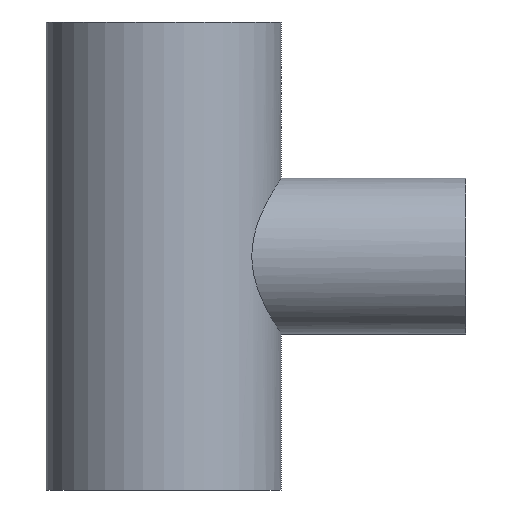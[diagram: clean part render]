
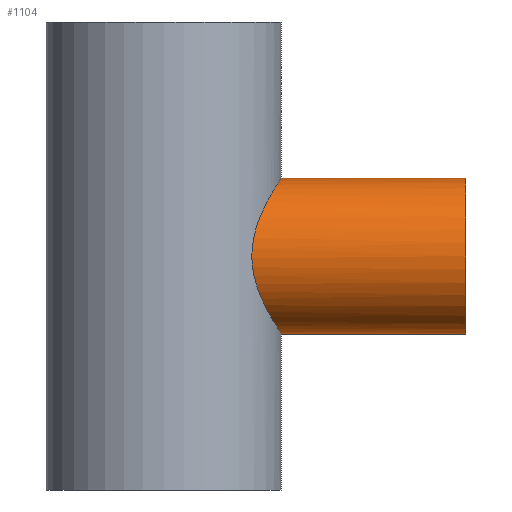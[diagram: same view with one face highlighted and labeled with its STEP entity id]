
A CAD part, front view. The second image highlights one B-rep face of the part: STEP entity #1104.
In plain terms, the highlighted cylindrical face has radius 31.5 mm (diameter 63 mm), a partial arc.
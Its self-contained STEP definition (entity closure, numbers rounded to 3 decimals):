
#16 = CARTESIAN_POINT ( 'NONE',  ( 43.401, -19.389, 24.909 ) ) ;
#27 = CARTESIAN_POINT ( 'NONE',  ( 47.5, 0., 31.5 ) ) ;
#33 = CARTESIAN_POINT ( 'NONE',  ( 47.354, -4.261, 31.281 ) ) ;
#34 = CARTESIAN_POINT ( 'NONE',  ( 122., 0., 31.5 ) ) ;
#43 = CARTESIAN_POINT ( 'NONE',  ( 47.5, 0., 31.5 ) ) ;
#50 = CARTESIAN_POINT ( 'NONE',  ( 37.914, -28.616, -13.178 ) ) ;
#55 = DIRECTION ( 'NONE',  ( 0., 0., 1. ) ) ;
#58 = CARTESIAN_POINT ( 'NONE',  ( 122., 0., -31.5 ) ) ;
#65 = CARTESIAN_POINT ( 'NONE',  ( 35.604, -31.443, 2.179 ) ) ;
#71 = CARTESIAN_POINT ( 'NONE',  ( 38.244, -28.173, -14.099 ) ) ;
#108 = CARTESIAN_POINT ( 'NONE',  ( 41.17, -23.703, 20.771 ) ) ;
#138 = CARTESIAN_POINT ( 'NONE',  ( 46.793, -8.428, -30.426 ) ) ;
#145 = CARTESIAN_POINT ( 'NONE',  ( 35.796, -31.224, 4.297 ) ) ;
#152 = CARTESIAN_POINT ( 'NONE',  ( 47.206, -5.301, -31.055 ) ) ;
#161 = CARTESIAN_POINT ( 'NONE',  ( 36.515, -30.38, -8.342 ) ) ;
#168 = CARTESIAN_POINT ( 'NONE',  ( 43.402, -19.383, -24.912 ) ) ;
#178 = VERTEX_POINT ( 'NONE', #1197 ) ;
#206 = CARTESIAN_POINT ( 'NONE',  ( 45.339, -14.196, 28.138 ) ) ;
#217 = CARTESIAN_POINT ( 'NONE',  ( 45.618, -13.273, 28.586 ) ) ;
#222 = CARTESIAN_POINT ( 'NONE',  ( 46.767, -8.377, 30.384 ) ) ;
#231 = CARTESIAN_POINT ( 'NONE',  ( 38.235, -28.202, 14.178 ) ) ;
#236 = CARTESIAN_POINT ( 'NONE',  ( 44.726, -16.022, -27.14 ) ) ;
#240 = CARTESIAN_POINT ( 'NONE',  ( 36.633, -30.237, -8.844 ) ) ;
#247 = CARTESIAN_POINT ( 'NONE',  ( 36.52, -30.377, 8.403 ) ) ;
#256 = CARTESIAN_POINT ( 'NONE',  ( 47.5, 0., -31.5 ) ) ;
#312 = CARTESIAN_POINT ( 'NONE',  ( 46.939, -7.356, 30.647 ) ) ;
#324 = DIRECTION ( 'NONE',  ( 0., 0., -1. ) ) ;
#332 = CARTESIAN_POINT ( 'NONE',  ( 37.294, -29.423, -11.296 ) ) ;
#341 = CARTESIAN_POINT ( 'NONE',  ( 47.144, -5.828, -30.961 ) ) ;
#349 = CARTESIAN_POINT ( 'NONE',  ( 41.734, -22.687, -21.859 ) ) ;
#381 = EDGE_CURVE ( 'NONE', #1207, #1040, #919, .T. ) ;
#420 = CARTESIAN_POINT ( 'NONE',  ( 40.6, -24.658, 19.609 ) ) ;
#421 = DIRECTION ( 'NONE',  ( -1., 0., 0. ) ) ;
#426 = CARTESIAN_POINT ( 'NONE',  ( 41.549, -23.033, 21.511 ) ) ;
#438 = CARTESIAN_POINT ( 'NONE',  ( 37.037, -29.741, 10.391 ) ) ;
#445 = LINE ( 'NONE', #555, #1066 ) ;
#454 = CARTESIAN_POINT ( 'NONE',  ( 36.195, -30.76, -6.809 ) ) ;
#460 = ORIENTED_EDGE ( 'NONE', *, *, #771, .F. ) ;
#488 = B_SPLINE_CURVE_WITH_KNOTS ( 'NONE', 3,
 ( #27, #713, #33, #312, #222, #615, #707, #217, #206, #926, #918, #16, #599, #426, #108, #420, #517, #912, #823, #720, #231, #541, #950, #438, #936, #247, #859, #1136, #145, #65, #1053, #641, #738, #454, #756, #161, #240, #834, #332, #748, #50, #71, #1046, #729, #841, #1132, #656, #1243, #535, #733, #349, #627, #168, #1034, #236, #549, #1062, #1232, #138, #341, #152, #1142, #942, #930, #1150, #256 ),
 .UNSPECIFIED., .F., .F.,
 ( 4, 2, 2, 2, 2, 2, 2, 2, 2, 2, 2, 2, 2, 2, 2, 2, 2, 2, 2, 2, 2, 2, 2, 2, 2, 2, 2, 2, 2, 2, 2, 2, 4 ),
 ( 0., 0.006, 0.01, 0.013, 0.016, 0.019, 0.025, 0.029, 0.03, 0.032, 0.038, 0.04, 0.041, 0.045, 0.048, 0.051, 0.057, 0.059, 0.06, 0.064, 0.065, 0.067, 0.07, 0.073, 0.075, 0.076, 0.083, 0.086, 0.089, 0.095, 0.097, 0.099, 0.102 ),
 .UNSPECIFIED. ) ;
#517 = CARTESIAN_POINT ( 'NONE',  ( 40.41, -24.967, 19.213 ) ) ;
#523 = DIRECTION ( 'NONE',  ( 1., 0., 0. ) ) ;
#535 = CARTESIAN_POINT ( 'NONE',  ( 41.163, -23.706, -20.749 ) ) ;
#539 = CARTESIAN_POINT ( 'NONE',  ( 122., 0., 0. ) ) ;
#541 = CARTESIAN_POINT ( 'NONE',  ( 37.468, -29.196, 11.835 ) ) ;
#549 = CARTESIAN_POINT ( 'NONE',  ( 45.331, -14.222, -28.125 ) ) ;
#555 = CARTESIAN_POINT ( 'NONE',  ( 122., 0., -31.5 ) ) ;
#562 = FACE_OUTER_BOUND ( 'NONE', #844, .T. ) ;
#599 = CARTESIAN_POINT ( 'NONE',  ( 42.672, -20.926, 23.629 ) ) ;
#615 = CARTESIAN_POINT ( 'NONE',  ( 46.36, -10.394, 29.755 ) ) ;
#627 = CARTESIAN_POINT ( 'NONE',  ( 42.676, -20.918, -23.637 ) ) ;
#639 = CYLINDRICAL_SURFACE ( 'NONE', #1213, 31.5 ) ;
#641 = CARTESIAN_POINT ( 'NONE',  ( 35.551, -31.502, -2.109 ) ) ;
#656 = CARTESIAN_POINT ( 'NONE',  ( 40.406, -24.983, -19.212 ) ) ;
#669 = ORIENTED_EDGE ( 'NONE', *, *, #715, .F. ) ;
#707 = CARTESIAN_POINT ( 'NONE',  ( 46.129, -11.372, 29.394 ) ) ;
#713 = CARTESIAN_POINT ( 'NONE',  ( 47.5, -2.154, 31.5 ) ) ;
#715 = EDGE_CURVE ( 'NONE', #1207, #764, #1280, .T. ) ;
#720 = CARTESIAN_POINT ( 'NONE',  ( 38.931, -27.246, 15.933 ) ) ;
#723 = VECTOR ( 'NONE', #421, 1000. ) ;
#729 = CARTESIAN_POINT ( 'NONE',  ( 38.934, -27.216, -15.892 ) ) ;
#733 = CARTESIAN_POINT ( 'NONE',  ( 41.543, -23.034, -21.493 ) ) ;
#738 = CARTESIAN_POINT ( 'NONE',  ( 35.743, -31.289, -4.214 ) ) ;
#748 = CARTESIAN_POINT ( 'NONE',  ( 37.754, -28.826, -12.712 ) ) ;
#749 = EDGE_CURVE ( 'NONE', #1040, #178, #488, .T. ) ;
#756 = CARTESIAN_POINT ( 'NONE',  ( 36.296, -30.641, -7.326 ) ) ;
#764 = VERTEX_POINT ( 'NONE', #58 ) ;
#771 = EDGE_CURVE ( 'NONE', #764, #178, #445, .T. ) ;
#823 = CARTESIAN_POINT ( 'NONE',  ( 39.849, -25.854, 18.002 ) ) ;
#834 = CARTESIAN_POINT ( 'NONE',  ( 37.011, -29.776, -10.331 ) ) ;
#841 = CARTESIAN_POINT ( 'NONE',  ( 39.295, -26.695, -16.751 ) ) ;
#844 = EDGE_LOOP ( 'NONE', ( #460, #669, #1282, #1153 ) ) ;
#854 = AXIS2_PLACEMENT_3D ( 'NONE', #1220, #523, #324 ) ;
#859 = CARTESIAN_POINT ( 'NONE',  ( 36.299, -30.638, 7.392 ) ) ;
#912 = CARTESIAN_POINT ( 'NONE',  ( 40.035, -25.565, 18.41 ) ) ;
#918 = CARTESIAN_POINT ( 'NONE',  ( 44.416, -16.86, 26.627 ) ) ;
#919 = LINE ( 'NONE', #34, #723 ) ;
#926 = CARTESIAN_POINT ( 'NONE',  ( 44.738, -15.989, 27.16 ) ) ;
#930 = CARTESIAN_POINT ( 'NONE',  ( 47.464, -2.122, -31.446 ) ) ;
#934 = DIRECTION ( 'NONE',  ( -1., 0., 0. ) ) ;
#936 = CARTESIAN_POINT ( 'NONE',  ( 36.902, -29.909, 9.897 ) ) ;
#942 = CARTESIAN_POINT ( 'NONE',  ( 47.358, -3.712, -31.285 ) ) ;
#950 = CARTESIAN_POINT ( 'NONE',  ( 37.32, -29.385, 11.359 ) ) ;
#1034 = CARTESIAN_POINT ( 'NONE',  ( 44.406, -16.887, -26.61 ) ) ;
#1040 = VERTEX_POINT ( 'NONE', #43 ) ;
#1046 = CARTESIAN_POINT ( 'NONE',  ( 38.414, -27.941, -14.554 ) ) ;
#1053 = CARTESIAN_POINT ( 'NONE',  ( 35.554, -31.499, 1.096 ) ) ;
#1062 = CARTESIAN_POINT ( 'NONE',  ( 45.616, -13.283, -28.581 ) ) ;
#1066 = VECTOR ( 'NONE', #1260, 1000. ) ;
#1093 = CARTESIAN_POINT ( 'NONE',  ( 122., 0., 31.5 ) ) ;
#1104 = ADVANCED_FACE ( 'NONE', ( #562 ), #639, .T. ) ;
#1132 = CARTESIAN_POINT ( 'NONE',  ( 40.03, -25.579, -18.411 ) ) ;
#1136 = CARTESIAN_POINT ( 'NONE',  ( 35.937, -31.062, 5.339 ) ) ;
#1142 = CARTESIAN_POINT ( 'NONE',  ( 47.313, -4.242, -31.218 ) ) ;
#1150 = CARTESIAN_POINT ( 'NONE',  ( 47.5, -1.061, -31.5 ) ) ;
#1153 = ORIENTED_EDGE ( 'NONE', *, *, #749, .T. ) ;
#1197 = CARTESIAN_POINT ( 'NONE',  ( 47.5, 0., -31.5 ) ) ;
#1207 = VERTEX_POINT ( 'NONE', #1093 ) ;
#1213 = AXIS2_PLACEMENT_3D ( 'NONE', #539, #934, #55 ) ;
#1220 = CARTESIAN_POINT ( 'NONE',  ( 122., 0., 0. ) ) ;
#1232 = CARTESIAN_POINT ( 'NONE',  ( 46.386, -10.418, -29.8 ) ) ;
#1243 = CARTESIAN_POINT ( 'NONE',  ( 40.973, -24.033, -20.37 ) ) ;
#1260 = DIRECTION ( 'NONE',  ( -1., 0., 0. ) ) ;
#1280 = CIRCLE ( 'NONE', #854, 31.5 ) ;
#1282 = ORIENTED_EDGE ( 'NONE', *, *, #381, .T. ) ;
